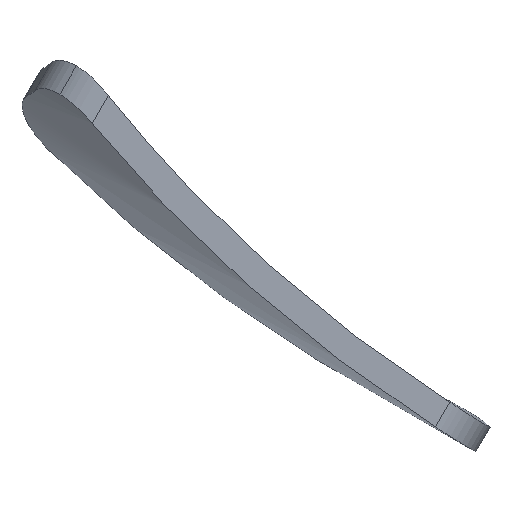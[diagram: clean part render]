
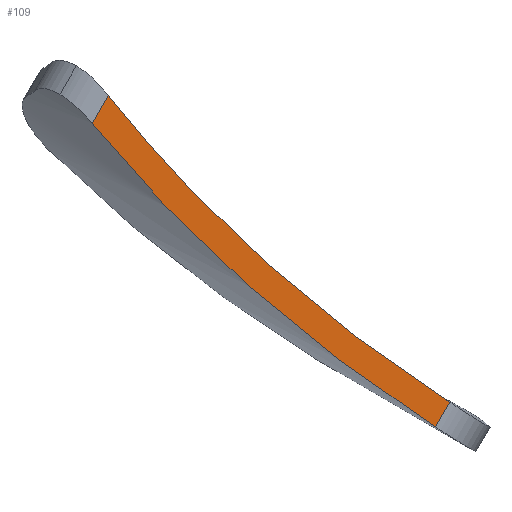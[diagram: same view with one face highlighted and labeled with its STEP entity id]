
A CAD part, isometric view. The second image highlights one B-rep face of the part: STEP entity #109.
In plain terms, the highlighted planar face has unit normal (-0.5, -0.707, 0.5).
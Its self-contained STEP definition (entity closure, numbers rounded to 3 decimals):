
#10 = CARTESIAN_POINT ( 'NONE',  ( -56.764, 163.889, -38.226 ) ) ;
#16 = CARTESIAN_POINT ( 'NONE',  ( -54.862, 160.396, -41.264 ) ) ;
#21 = VERTEX_POINT ( 'NONE', #98 ) ;
#24 = VERTEX_POINT ( 'NONE', #101 ) ;
#28 = ORIENTED_EDGE ( 'NONE', *, *, #445, .F. ) ;
#40 = EDGE_CURVE ( 'NONE', #24, #246, #104, .T. ) ;
#42 = CARTESIAN_POINT ( 'NONE',  ( -50.319, 152.575, -47.78 ) ) ;
#60 = CARTESIAN_POINT ( 'NONE',  ( -56.764, 163.889, -38.226 ) ) ;
#64 = LINE ( 'NONE', #247, #431 ) ;
#84 = VECTOR ( 'NONE', #284, 1000. ) ;
#98 = CARTESIAN_POINT ( 'NONE',  ( -55.96, 163.889, -37.422 ) ) ;
#101 = CARTESIAN_POINT ( 'NONE',  ( -50.319, 152.575, -47.78 ) ) ;
#104 = LINE ( 'NONE', #175, #84 ) ;
#109 = ADVANCED_FACE ( 'NONE', ( #225 ), #442, .T. ) ;
#117 = CARTESIAN_POINT ( 'NONE',  ( 50.872, 163.889, 69.41 ) ) ;
#173 = ORIENTED_EDGE ( 'NONE', *, *, #349, .T. ) ;
#175 = CARTESIAN_POINT ( 'NONE',  ( 58.872, 152.575, 61.41 ) ) ;
#214 = AXIS2_PLACEMENT_3D ( 'NONE', #117, #292, #440 ) ;
#219 =( BOUNDED_CURVE ( )  B_SPLINE_CURVE ( 3, ( #42, #303, #16, #411 ),
 .UNSPECIFIED., .F., .T. ) 
 B_SPLINE_CURVE_WITH_KNOTS ( ( 4, 4 ),
 ( 1.637, 2.078 ),
 .UNSPECIFIED. ) 
 CURVE ( )  GEOMETRIC_REPRESENTATION_ITEM ( )  RATIONAL_B_SPLINE_CURVE ( ( 1., 0.984, 0.984, 1. ) ) 
 REPRESENTATION_ITEM ( '' )  );
#225 = FACE_OUTER_BOUND ( 'NONE', #235, .T. ) ;
#227 = CARTESIAN_POINT ( 'NONE',  ( -51.027, 152.575, -48.489 ) ) ;
#235 = EDGE_LOOP ( 'NONE', ( #361, #348, #173, #28 ) ) ;
#246 = VERTEX_POINT ( 'NONE', #300 ) ;
#247 = CARTESIAN_POINT ( 'NONE',  ( 50.872, 163.889, 69.41 ) ) ;
#267 = CARTESIAN_POINT ( 'NONE',  ( -55.596, 160.374, -42.029 ) ) ;
#284 = DIRECTION ( 'NONE',  ( -0.707, 0., -0.707 ) ) ;
#292 = DIRECTION ( 'NONE',  ( -0.5, -0.707, 0.5 ) ) ;
#298 = CARTESIAN_POINT ( 'NONE',  ( -53.654, 156.546, -45.501 ) ) ;
#300 = CARTESIAN_POINT ( 'NONE',  ( -51.027, 152.575, -48.489 ) ) ;
#303 = CARTESIAN_POINT ( 'NONE',  ( -52.95, 156.563, -44.773 ) ) ;
#305 = VERTEX_POINT ( 'NONE', #60 ) ;
#348 = ORIENTED_EDGE ( 'NONE', *, *, #473, .T. ) ;
#349 = EDGE_CURVE ( 'NONE', #21, #305, #64, .T. ) ;
#361 = ORIENTED_EDGE ( 'NONE', *, *, #40, .F. ) ;
#393 = DIRECTION ( 'NONE',  ( -0.707, 0., -0.707 ) ) ;
#411 = CARTESIAN_POINT ( 'NONE',  ( -55.96, 163.889, -37.422 ) ) ;
#431 = VECTOR ( 'NONE', #393, 1000. ) ;
#440 = DIRECTION ( 'NONE',  ( 0., -0.577, -0.816 ) ) ;
#442 = PLANE ( 'NONE',  #214 ) ;
#445 = EDGE_CURVE ( 'NONE', #246, #305, #465, .T. ) ;
#465 =( BOUNDED_CURVE ( )  B_SPLINE_CURVE ( 3, ( #227, #298, #267, #10 ),
 .UNSPECIFIED., .F., .T. ) 
 B_SPLINE_CURVE_WITH_KNOTS ( ( 4, 4 ),
 ( 4.777, 5.2 ),
 .UNSPECIFIED. ) 
 CURVE ( )  GEOMETRIC_REPRESENTATION_ITEM ( )  RATIONAL_B_SPLINE_CURVE ( ( 1., 0.985, 0.985, 1. ) ) 
 REPRESENTATION_ITEM ( '' )  );
#473 = EDGE_CURVE ( 'NONE', #24, #21, #219, .T. ) ;
